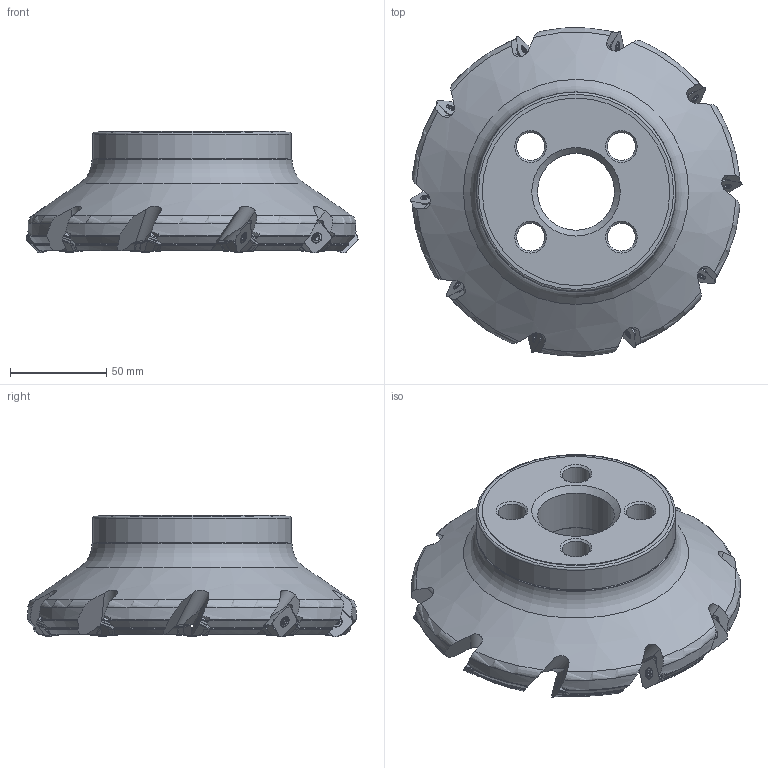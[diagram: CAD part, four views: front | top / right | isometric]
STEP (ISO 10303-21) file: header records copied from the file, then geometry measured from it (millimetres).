
FILE_DESCRIPTION(/* description */ (''),/* implementation_level */ '2;1');
FILE_NAME(/* name */ 'toolassembly_1.stp',/* time_stamp */ '2019-05-02T16:39:56+02:00',/* author */ (''),/* organization */ ('SMS'),/* preprocessor_version */ 'ST-DEVELOPER v15',/* originating_system */ 'SIEMENS PLM Software NX 8.5',/* authorisation */ '');
FILE_SCHEMA (('AUTOMOTIVE_DESIGN { 1 0 10303 214 3 1 1 1 }'));
Length unit declared in the file: millimetre
Products named in the file (4): CUT_20190502163914; NOCUT_20190502163815; ASSEMBLY_CONSTRUCTION; TOOLASSEMBLY_1
Assembly tree (12 placements, depth 2):
  TOOLASSEMBLY_1
    ASSEMBLY_CONSTRUCTION
    NOCUT_20190502163815
    CUT_20190502163914  x10
Bounding box: 172.7 x 170.81 x 63.01 mm (x, y, z)
Volume: 636194.6 mm3; surface area: 83863 mm2
Topology: 11 solids, 11 shells, 1450 faces, 4393 edges, 3034 vertices
Faces by surface type: plane 538, extrusion 370, cone 182, cylinder 173, torus 147, sphere 40
Full cylindrical faces by diameter (mm): 3.5 x10, 4.1 x10, 5.25 x10, 14.5 x4, 20 x4, 40.013 x1, 40.3 x1, 97.5 x1, 103.5 x1, 104 x1
Entity records: 44292 total; most frequent: CARTESIAN_POINT 17504, ORIENTED_EDGE 5788, DIRECTION 5149, EDGE_CURVE 2894, AXIS2_PLACEMENT_3D 2070, VERTEX_POINT 1952, EDGE_LOOP 1218, ADVANCED_FACE 1081
